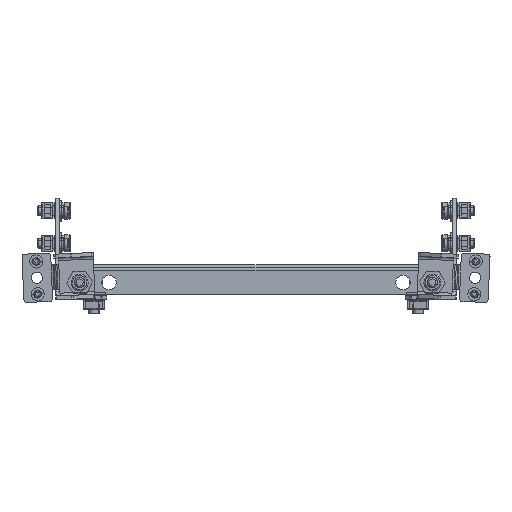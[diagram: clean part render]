
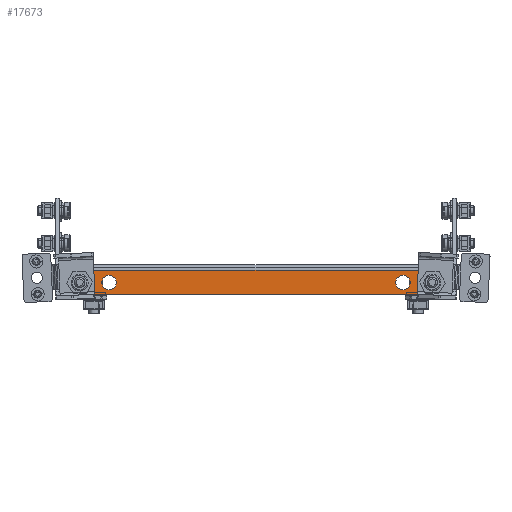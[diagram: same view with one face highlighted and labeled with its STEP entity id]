
A CAD part, front view. The second image highlights one B-rep face of the part: STEP entity #17673.
In plain terms, the highlighted planar face has unit normal (0, -1, 0).
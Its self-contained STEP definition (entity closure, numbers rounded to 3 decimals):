
#97 = DIRECTION ( 'NONE',  ( 0., 0., -1. ) ) ;
#370 = DIRECTION ( 'NONE',  ( 0., 0., -1. ) ) ;
#598 = ORIENTED_EDGE ( 'NONE', *, *, #20957, .T. ) ;
#604 = DIRECTION ( 'NONE',  ( 0., -1., 0. ) ) ;
#670 = AXIS2_PLACEMENT_3D ( 'NONE', #6304, #7937, #20555 ) ;
#711 = DIRECTION ( 'NONE',  ( 0., 0., -1. ) ) ;
#1027 = DIRECTION ( 'NONE',  ( 0., 0., -1. ) ) ;
#1029 = DIRECTION ( 'NONE',  ( 0., 0., -1. ) ) ;
#1175 = CARTESIAN_POINT ( 'NONE',  ( -112.5, -948., -11.5 ) ) ;
#1202 = ORIENTED_EDGE ( 'NONE', *, *, #5250, .T. ) ;
#1381 = VERTEX_POINT ( 'NONE', #13298 ) ;
#1389 = ORIENTED_EDGE ( 'NONE', *, *, #3967, .T. ) ;
#1446 = AXIS2_PLACEMENT_3D ( 'NONE', #13937, #20287, #1029 ) ;
#1642 = EDGE_CURVE ( 'NONE', #4202, #2390, #13485, .T. ) ;
#1675 = CIRCLE ( 'NONE', #6864, 5. ) ;
#1763 = DIRECTION ( 'NONE',  ( 0., 0., -1. ) ) ;
#1993 = AXIS2_PLACEMENT_3D ( 'NONE', #5363, #8783, #2088 ) ;
#2088 = DIRECTION ( 'NONE',  ( 0., 0., 1. ) ) ;
#2223 = DIRECTION ( 'NONE',  ( 0., 1., 0. ) ) ;
#2376 = VERTEX_POINT ( 'NONE', #11097 ) ;
#2390 = VERTEX_POINT ( 'NONE', #11156 ) ;
#2400 = VECTOR ( 'NONE', #1763, 1000. ) ;
#2446 = EDGE_CURVE ( 'NONE', #14296, #2376, #10104, .T. ) ;
#2449 = DIRECTION ( 'NONE',  ( 0., 0., -1. ) ) ;
#2588 = ORIENTED_EDGE ( 'NONE', *, *, #13245, .T. ) ;
#2601 = VERTEX_POINT ( 'NONE', #15796 ) ;
#2779 = EDGE_LOOP ( 'NONE', ( #6027, #3461 ) ) ;
#2805 = FACE_BOUND ( 'NONE', #7455, .T. ) ;
#2873 = AXIS2_PLACEMENT_3D ( 'NONE', #5534, #11830, #370 ) ;
#3412 = DIRECTION ( 'NONE',  ( 0., -1., 0. ) ) ;
#3461 = ORIENTED_EDGE ( 'NONE', *, *, #19348, .T. ) ;
#3580 = CARTESIAN_POINT ( 'NONE',  ( -147.146, -948., 0. ) ) ;
#3582 = DIRECTION ( 'NONE',  ( 0., 0., 1. ) ) ;
#3590 = AXIS2_PLACEMENT_3D ( 'NONE', #17260, #10563, #5783 ) ;
#3638 = ORIENTED_EDGE ( 'NONE', *, *, #13625, .F. ) ;
#3678 = LINE ( 'NONE', #15078, #2400 ) ;
#3967 = EDGE_CURVE ( 'NONE', #5864, #14649, #1675, .T. ) ;
#4105 = LINE ( 'NONE', #3580, #6906 ) ;
#4154 = VERTEX_POINT ( 'NONE', #4671 ) ;
#4202 = VERTEX_POINT ( 'NONE', #19214 ) ;
#4235 = ORIENTED_EDGE ( 'NONE', *, *, #11109, .F. ) ;
#4240 = LINE ( 'NONE', #19519, #8818 ) ;
#4324 = AXIS2_PLACEMENT_3D ( 'NONE', #12708, #6365, #16207 ) ;
#4566 = ORIENTED_EDGE ( 'NONE', *, *, #9888, .F. ) ;
#4671 = CARTESIAN_POINT ( 'NONE',  ( 147.146, -948., -16. ) ) ;
#4989 = CARTESIAN_POINT ( 'NONE',  ( 112.5, -948., -11.5 ) ) ;
#5035 = DIRECTION ( 'NONE',  ( 0., 0., 1. ) ) ;
#5233 = CARTESIAN_POINT ( 'NONE',  ( -142.146, -948., -21. ) ) ;
#5250 = EDGE_CURVE ( 'NONE', #14324, #5864, #4105, .T. ) ;
#5363 = CARTESIAN_POINT ( 'NONE',  ( 142.146, -948., -16. ) ) ;
#5534 = CARTESIAN_POINT ( 'NONE',  ( -135., -948., -11.5 ) ) ;
#5783 = DIRECTION ( 'NONE',  ( 0., 0., -1. ) ) ;
#5786 = DIRECTION ( 'NONE',  ( 1., 0., 0. ) ) ;
#5864 = VERTEX_POINT ( 'NONE', #7318 ) ;
#5926 = EDGE_LOOP ( 'NONE', ( #598, #13015, #4566, #13508, #1202, #1389 ) ) ;
#6027 = ORIENTED_EDGE ( 'NONE', *, *, #14928, .T. ) ;
#6304 = CARTESIAN_POINT ( 'NONE',  ( 135., -948., -11.5 ) ) ;
#6365 = DIRECTION ( 'NONE',  ( 0., 1., 0. ) ) ;
#6748 = ORIENTED_EDGE ( 'NONE', *, *, #9664, .F. ) ;
#6789 = CIRCLE ( 'NONE', #1446, 5.5 ) ;
#6864 = AXIS2_PLACEMENT_3D ( 'NONE', #11524, #3412, #5035 ) ;
#6906 = VECTOR ( 'NONE', #711, 1000. ) ;
#7042 = VERTEX_POINT ( 'NONE', #20975 ) ;
#7095 = CIRCLE ( 'NONE', #12805, 5.5 ) ;
#7143 = FACE_BOUND ( 'NONE', #9175, .T. ) ;
#7318 = CARTESIAN_POINT ( 'NONE',  ( -147.146, -948., -16. ) ) ;
#7455 = EDGE_LOOP ( 'NONE', ( #9486, #3638 ) ) ;
#7786 = CIRCLE ( 'NONE', #9059, 5.5 ) ;
#7858 = EDGE_CURVE ( 'NONE', #7042, #4154, #21019, .T. ) ;
#7937 = DIRECTION ( 'NONE',  ( 0., 1., 0. ) ) ;
#8783 = DIRECTION ( 'NONE',  ( 0., -1., 0. ) ) ;
#8818 = VECTOR ( 'NONE', #9849, 1000. ) ;
#9059 = AXIS2_PLACEMENT_3D ( 'NONE', #18632, #604, #2449 ) ;
#9142 = AXIS2_PLACEMENT_3D ( 'NONE', #10332, #2223, #3582 ) ;
#9175 = EDGE_LOOP ( 'NONE', ( #2588, #9397 ) ) ;
#9397 = ORIENTED_EDGE ( 'NONE', *, *, #1642, .T. ) ;
#9486 = ORIENTED_EDGE ( 'NONE', *, *, #2446, .F. ) ;
#9529 = CIRCLE ( 'NONE', #2873, 5.5 ) ;
#9606 = VECTOR ( 'NONE', #5786, 1000. ) ;
#9664 = EDGE_CURVE ( 'NONE', #14851, #16861, #9529, .T. ) ;
#9687 = AXIS2_PLACEMENT_3D ( 'NONE', #1175, #10798, #1027 ) ;
#9849 = DIRECTION ( 'NONE',  ( 1., 0., 0. ) ) ;
#9888 = EDGE_CURVE ( 'NONE', #2601, #4154, #3678, .T. ) ;
#10104 = CIRCLE ( 'NONE', #9687, 5.5 ) ;
#10332 = CARTESIAN_POINT ( 'NONE',  ( -149.5, -948., 0. ) ) ;
#10563 = DIRECTION ( 'NONE',  ( 0., -1., 0. ) ) ;
#10618 = LINE ( 'NONE', #20557, #9606 ) ;
#10798 = DIRECTION ( 'NONE',  ( 0., -1., 0. ) ) ;
#11097 = CARTESIAN_POINT ( 'NONE',  ( -112.5, -948., -6. ) ) ;
#11109 = EDGE_CURVE ( 'NONE', #16861, #14851, #11744, .T. ) ;
#11156 = CARTESIAN_POINT ( 'NONE',  ( 135., -948., -17. ) ) ;
#11285 = CARTESIAN_POINT ( 'NONE',  ( -147.146, -948., -2. ) ) ;
#11473 = FACE_BOUND ( 'NONE', #2779, .T. ) ;
#11524 = CARTESIAN_POINT ( 'NONE',  ( -142.146, -948., -16. ) ) ;
#11744 = CIRCLE ( 'NONE', #3590, 5.5 ) ;
#11830 = DIRECTION ( 'NONE',  ( 0., -1., 0. ) ) ;
#12708 = CARTESIAN_POINT ( 'NONE',  ( 112.5, -948., -11.5 ) ) ;
#12805 = AXIS2_PLACEMENT_3D ( 'NONE', #4989, #19406, #97 ) ;
#13015 = ORIENTED_EDGE ( 'NONE', *, *, #7858, .T. ) ;
#13245 = EDGE_CURVE ( 'NONE', #2390, #4202, #6789, .T. ) ;
#13298 = CARTESIAN_POINT ( 'NONE',  ( 112.5, -948., -17. ) ) ;
#13366 = EDGE_LOOP ( 'NONE', ( #6748, #4235 ) ) ;
#13485 = CIRCLE ( 'NONE', #670, 5.5 ) ;
#13508 = ORIENTED_EDGE ( 'NONE', *, *, #20239, .F. ) ;
#13625 = EDGE_CURVE ( 'NONE', #2376, #14296, #7786, .T. ) ;
#13937 = CARTESIAN_POINT ( 'NONE',  ( 135., -948., -11.5 ) ) ;
#14296 = VERTEX_POINT ( 'NONE', #15954 ) ;
#14324 = VERTEX_POINT ( 'NONE', #11285 ) ;
#14420 = CARTESIAN_POINT ( 'NONE',  ( -135., -948., -17. ) ) ;
#14649 = VERTEX_POINT ( 'NONE', #5233 ) ;
#14851 = VERTEX_POINT ( 'NONE', #14420 ) ;
#14928 = EDGE_CURVE ( 'NONE', #1381, #20853, #18382, .T. ) ;
#15078 = CARTESIAN_POINT ( 'NONE',  ( 147.146, -948., 0. ) ) ;
#15796 = CARTESIAN_POINT ( 'NONE',  ( 147.146, -948., -2. ) ) ;
#15896 = CARTESIAN_POINT ( 'NONE',  ( 112.5, -948., -6. ) ) ;
#15954 = CARTESIAN_POINT ( 'NONE',  ( -112.5, -948., -17. ) ) ;
#16207 = DIRECTION ( 'NONE',  ( 0., 0., -1. ) ) ;
#16339 = FACE_BOUND ( 'NONE', #13366, .T. ) ;
#16861 = VERTEX_POINT ( 'NONE', #20678 ) ;
#17260 = CARTESIAN_POINT ( 'NONE',  ( -135., -948., -11.5 ) ) ;
#17328 = FACE_OUTER_BOUND ( 'NONE', #5926, .T. ) ;
#17673 = ADVANCED_FACE ( 'NONE', ( #7143, #11473, #16339, #2805, #17328 ), #20053, .F. ) ;
#18382 = CIRCLE ( 'NONE', #4324, 5.5 ) ;
#18632 = CARTESIAN_POINT ( 'NONE',  ( -112.5, -948., -11.5 ) ) ;
#19214 = CARTESIAN_POINT ( 'NONE',  ( 135., -948., -6. ) ) ;
#19348 = EDGE_CURVE ( 'NONE', #20853, #1381, #7095, .T. ) ;
#19406 = DIRECTION ( 'NONE',  ( 0., 1., 0. ) ) ;
#19519 = CARTESIAN_POINT ( 'NONE',  ( -149.5, -948., -21. ) ) ;
#20053 = PLANE ( 'NONE',  #9142 ) ;
#20239 = EDGE_CURVE ( 'NONE', #14324, #2601, #10618, .T. ) ;
#20287 = DIRECTION ( 'NONE',  ( 0., 1., 0. ) ) ;
#20555 = DIRECTION ( 'NONE',  ( 0., 0., -1. ) ) ;
#20557 = CARTESIAN_POINT ( 'NONE',  ( 149.5, -948., -2. ) ) ;
#20678 = CARTESIAN_POINT ( 'NONE',  ( -135., -948., -6. ) ) ;
#20853 = VERTEX_POINT ( 'NONE', #15896 ) ;
#20957 = EDGE_CURVE ( 'NONE', #14649, #7042, #4240, .T. ) ;
#20975 = CARTESIAN_POINT ( 'NONE',  ( 142.146, -948., -21. ) ) ;
#21019 = CIRCLE ( 'NONE', #1993, 5. ) ;
